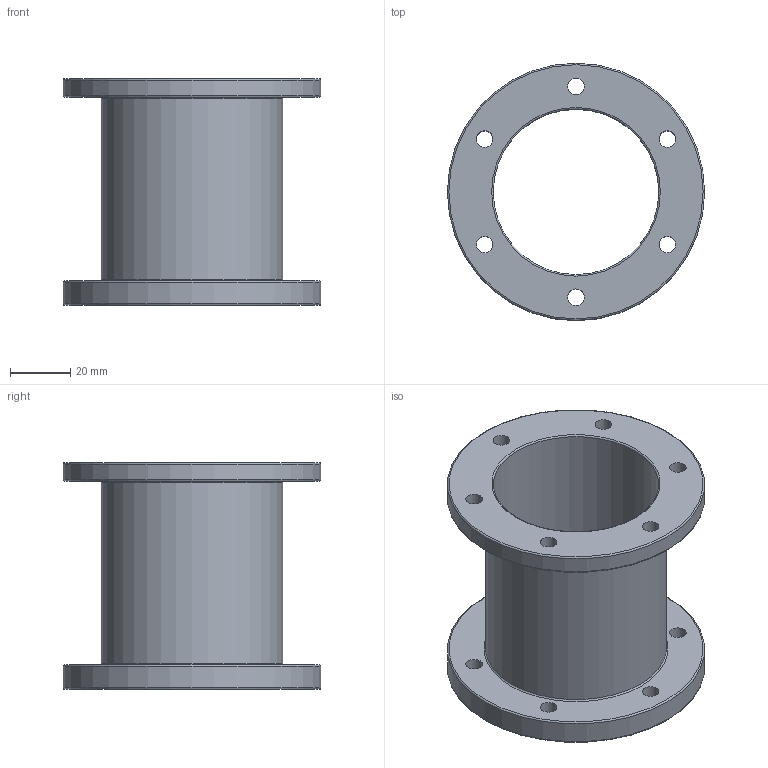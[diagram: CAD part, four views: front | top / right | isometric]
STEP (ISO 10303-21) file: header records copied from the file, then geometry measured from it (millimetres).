
FILE_DESCRIPTION(/* description */ (''),/* implementation_level */ '2;1');
FILE_NAME(/* name */ '3 inch 70mm spacer.step',/* time_stamp */ '2020-02-14T09:39:08-06:00',/* author */ (''),/* organization */ (''),/* preprocessor_version */ 'ST-DEVELOPER v18',/* originating_system */ 'Autodesk Translation Framework v8.12.0.6',/* authorisation */ '');
FILE_SCHEMA (('AUTOMOTIVE_DESIGN { 1 0 10303 214 3 1 1 }'));
Length unit declared in the file: millimetre
Products named in the file (1): 3 inch 70mm spacer
Bounding box: 85.37 x 85.37 x 75.32 mm (x, y, z)
Volume: 74794.5 mm3; surface area: 41387.8 mm2
Topology: 1 solids, 1 shells, 28 faces, 70 edges, 46 vertices
Faces by surface type: cylinder 16, torus 8, plane 4
Full cylindrical faces by diameter (mm): 5.5 x12, 54.96 x1, 60.15 x1, 85.37 x2
Entity records: 964 total; most frequent: DIRECTION 182, CARTESIAN_POINT 145, ORIENTED_EDGE 140, AXIS2_PLACEMENT_3D 83, EDGE_CURVE 70, EDGE_LOOP 56, CIRCLE 54, VERTEX_POINT 46
